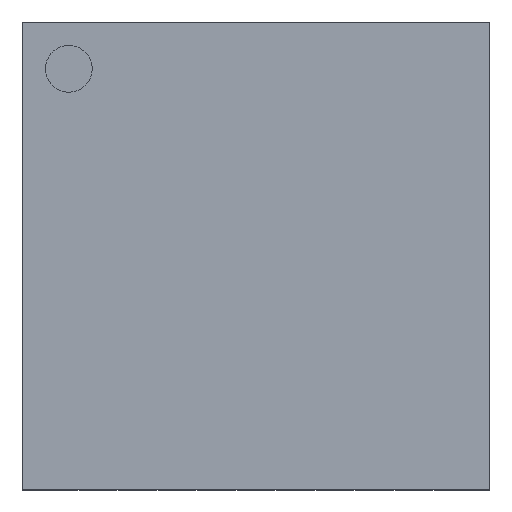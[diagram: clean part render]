
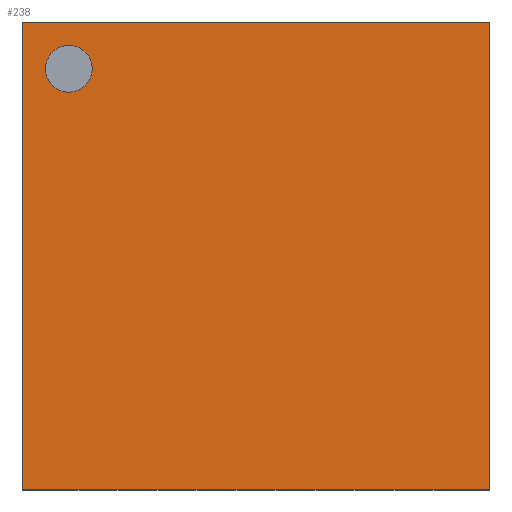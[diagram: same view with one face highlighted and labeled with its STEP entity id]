
A CAD part, top view. The second image highlights one B-rep face of the part: STEP entity #238.
In plain terms, the highlighted planar face has unit normal (0, 0, 1).
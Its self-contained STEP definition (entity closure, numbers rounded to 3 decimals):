
#13=DIRECTION('',(0.,0.,1.));
#20=ORIENTED_EDGE('',*,*,#21,.F.);
#21=EDGE_CURVE('',#22,#24,#26,.T.);
#22=VERTEX_POINT('',#23);
#23=CARTESIAN_POINT('',(-3.,-3.,1.));
#24=VERTEX_POINT('',#25);
#25=CARTESIAN_POINT('',(-3.,3.,1.));
#26=LINE('',#23,#27);
#27=VECTOR('',#28,1.);
#28=DIRECTION('',(0.,1.,0.));
#237=DIRECTION('',(1.,0.,0.));
#238=ADVANCED_FACE('',(#239,#255),#264,.T.);
#239=FACE_BOUND('',#240,.T.);
#240=EDGE_LOOP('',(#20,#241,#247,#252));
#241=ORIENTED_EDGE('',*,*,#242,.T.);
#242=EDGE_CURVE('',#22,#243,#245,.T.);
#243=VERTEX_POINT('',#244);
#244=CARTESIAN_POINT('',(3.,-3.,1.));
#245=LINE('',#23,#246);
#246=VECTOR('',#237,1.);
#247=ORIENTED_EDGE('',*,*,#248,.T.);
#248=EDGE_CURVE('',#243,#249,#251,.T.);
#249=VERTEX_POINT('',#250);
#250=CARTESIAN_POINT('',(3.,3.,1.));
#251=LINE('',#244,#27);
#252=ORIENTED_EDGE('',*,*,#253,.F.);
#253=EDGE_CURVE('',#24,#249,#254,.T.);
#254=LINE('',#25,#246);
#255=FACE_BOUND('',#256,.T.);
#256=EDGE_LOOP('',(#257));
#257=ORIENTED_EDGE('',*,*,#258,.F.);
#258=EDGE_CURVE('',#259,#259,#261,.T.);
#259=VERTEX_POINT('',#260);
#260=CARTESIAN_POINT('',(-2.1,2.4,1.));
#261=CIRCLE('',#262,0.3);
#262=AXIS2_PLACEMENT_3D('',#263,#13,#237);
#263=CARTESIAN_POINT('',(-2.4,2.4,1.));
#264=PLANE('',#265);
#265=AXIS2_PLACEMENT_3D('',#23,#13,#237);
